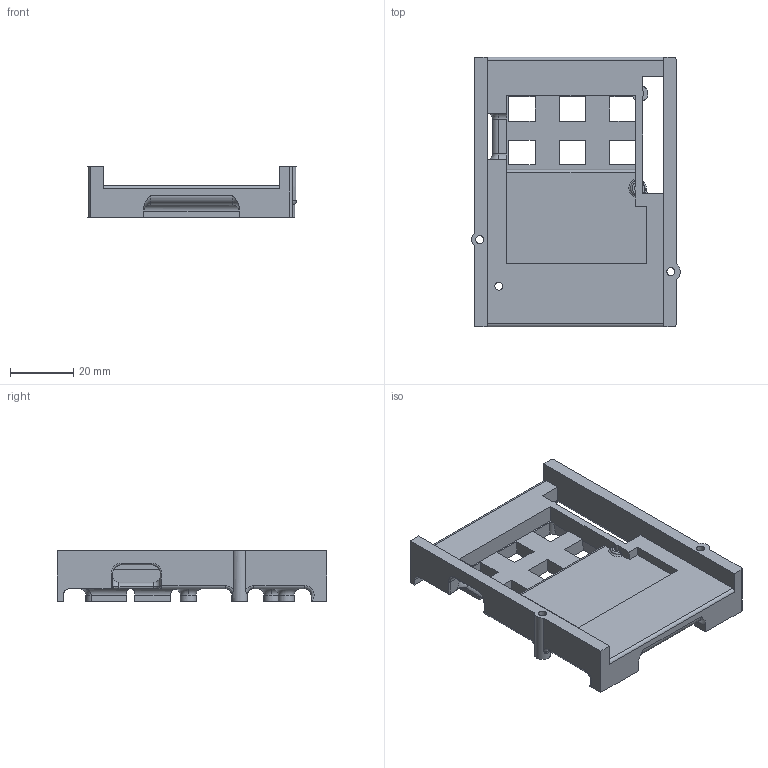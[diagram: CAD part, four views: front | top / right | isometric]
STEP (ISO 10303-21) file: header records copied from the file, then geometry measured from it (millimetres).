
FILE_DESCRIPTION(('HOOPS Exchange Step'),'2;1');
FILE_NAME('export-85C5CCE6-313D-4AD8-9E0F-624F9F1D8E27.stp','2025-11-17T09:35:23+01:00',('Schechner'),('Alibre'),'HOOPS Exchange 2020.0','Alibre','Unknown authorisation');
FILE_SCHEMA( ('AP242_MANAGED_MODEL_BASED_3D_ENGINEERING_MIM_LF {1 0 10303 442 1 1 4 }') );
Length unit declared in the file: centimetre
Products named in the file (1): RPI_480_320_V2
Bounding box: 65.7 x 85 x 16 mm (x, y, z)
Volume: 27714.5 mm3; surface area: 17663.4 mm2
Topology: 1 solids, 1 shells, 190 faces, 542 edges, 349 vertices
Faces by surface type: plane 99, cylinder 60, torus 25, bspline 6
Full cylindrical faces by diameter (mm): 2.5 x5, 5 x4
Entity records: 10377 total; most frequent: CARTESIAN_POINT 5305, ORIENTED_EDGE 1088, DIRECTION 1033, EDGE_CURVE 541, VERTEX_POINT 349, VECTOR 345, LINE 345, AXIS2_PLACEMENT_3D 344
